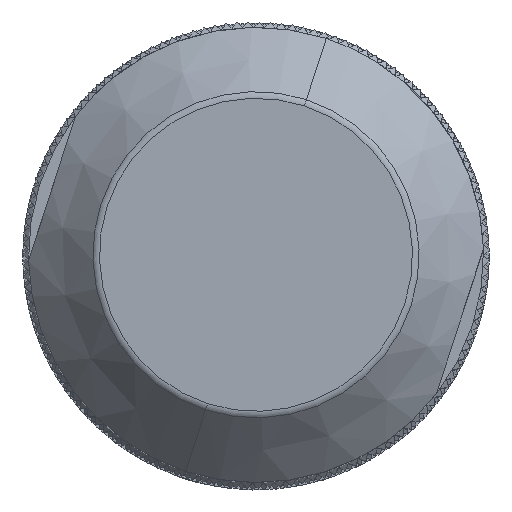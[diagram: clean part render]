
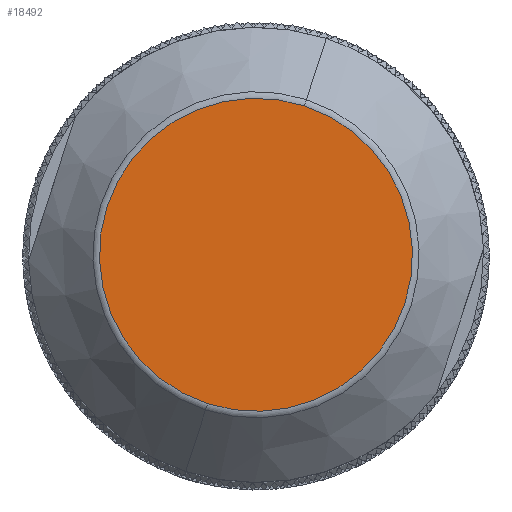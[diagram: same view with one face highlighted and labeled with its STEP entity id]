
A CAD part, top view. The second image highlights one B-rep face of the part: STEP entity #18492.
In plain terms, the highlighted planar face has unit normal (0, 0, 1).
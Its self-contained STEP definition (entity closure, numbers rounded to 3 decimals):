
#15003=AXIS2_PLACEMENT_3D('Circle Axis2P3D',#15001,#15002,$) ;
#15027=AXIS2_PLACEMENT_3D('Circle Axis2P3D',#15025,#15026,$) ;
#18486=AXIS2_PLACEMENT_3D('Plane Axis2P3D',#18483,#18484,#18485) ;
#14998=CARTESIAN_POINT('Vertex',(9.906,4.518,75.8)) ;
#15001=CARTESIAN_POINT('Axis2P3D Location',(12.5,12.5,75.8)) ;
#15005=CARTESIAN_POINT('Vertex',(15.094,20.482,75.8)) ;
#15025=CARTESIAN_POINT('Axis2P3D Location',(12.5,12.5,75.8)) ;
#18483=CARTESIAN_POINT('Axis2P3D Location',(6.223,14.54,75.8)) ;
#15002=DIRECTION('Axis2P3D Direction',(-0.,0.,-1.)) ;
#15026=DIRECTION('Axis2P3D Direction',(-0.,0.,-1.)) ;
#18484=DIRECTION('Axis2P3D Direction',(-0.,0.,-1.)) ;
#18485=DIRECTION('Axis2P3D XDirection',(-0.309,-0.951,0.)) ;
#18489=ORIENTED_EDGE('',*,*,#15029,.T.) ;
#18490=ORIENTED_EDGE('',*,*,#15007,.T.) ;
#18492=ADVANCED_FACE('Hauptkoerper',(#18491),#18487,.F.) ;
#15004=CIRCLE('generated circle',#15003,8.393) ;
#15028=CIRCLE('generated circle',#15027,8.393) ;
#15007=EDGE_CURVE('',#15006,#14999,#15004,.F.) ;
#15029=EDGE_CURVE('',#14999,#15006,#15028,.F.) ;
#18488=EDGE_LOOP('',(#18489,#18490)) ;
#18491=FACE_OUTER_BOUND('',#18488,.T.) ;
#18487=PLANE('',#18486) ;
#14999=VERTEX_POINT('',#14998) ;
#15006=VERTEX_POINT('',#15005) ;
